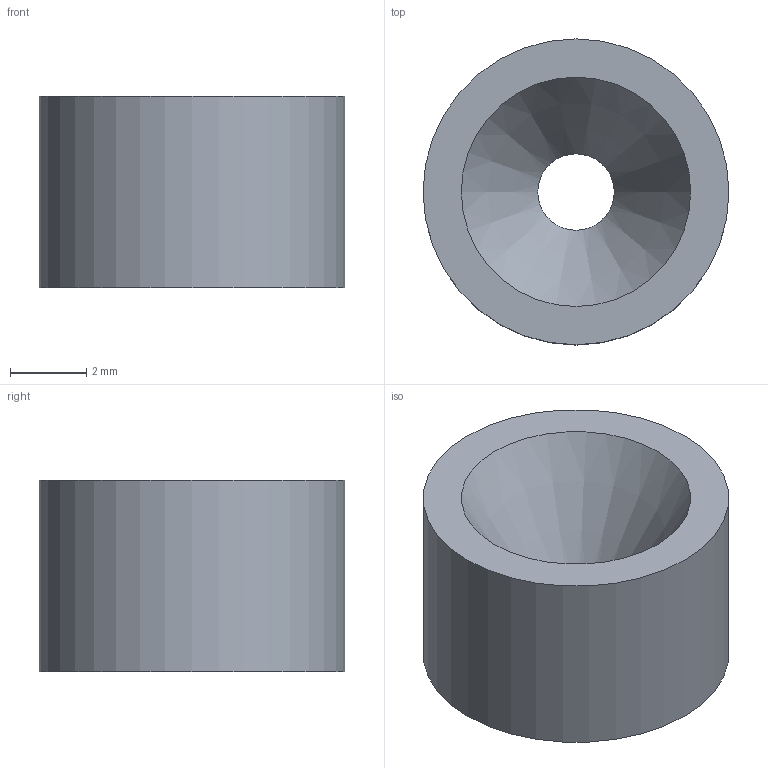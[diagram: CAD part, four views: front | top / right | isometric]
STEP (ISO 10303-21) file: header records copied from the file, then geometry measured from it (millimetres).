
FILE_DESCRIPTION(('FreeCAD Model'),'2;1');
FILE_NAME('nozzle_small.step','2020-08-05T14:59:28',('Author'),(''), 'Open CASCADE STEP processor 7.3','FreeCAD','Unknown');
FILE_SCHEMA(('AUTOMOTIVE_DESIGN { 1 0 10303 214 1 1 1 1 }'));
Length unit declared in the file: millimetre
Products named in the file (2): Sketch2; Revolution2
Bounding box: 8 x 8 x 5 mm (x, y, z)
Volume: 196.2 mm3; surface area: 251.6 mm2
Topology: 1 solids, 1 shells, 6 faces, 18 edges, 22 vertices
Faces by surface type: cylinder 2, plane 2, cone 2
Full cylindrical faces by diameter (mm): 2 x1, 8 x1
Entity records: 426 total; most frequent: CARTESIAN_POINT 79, DIRECTION 56, LINE 28, VECTOR 28, ORIENTED_EDGE 20, PCURVE 20, DEFINITIONAL_REPRESENTATION 20, AXIS2_PLACEMENT_3D 13
